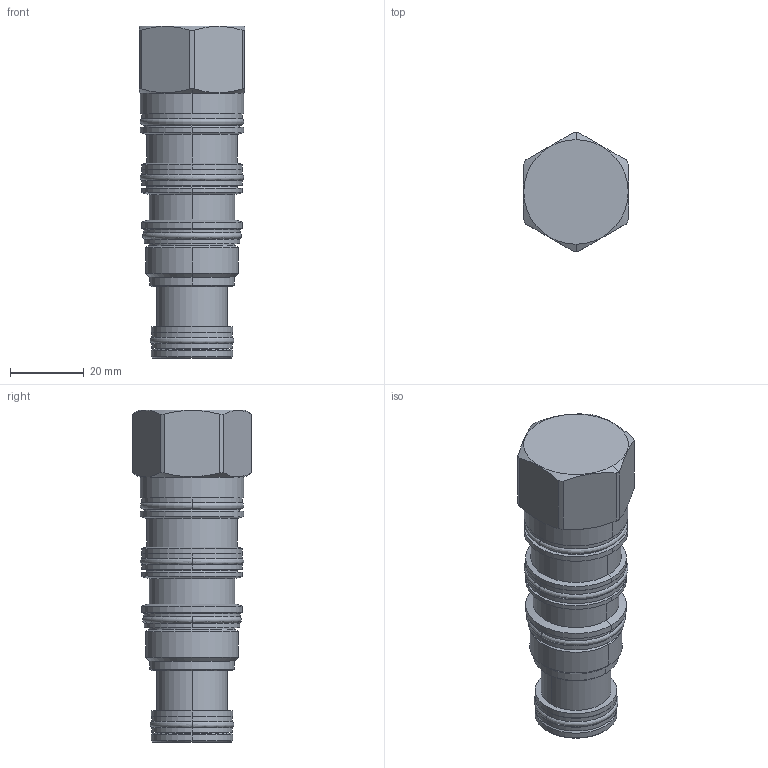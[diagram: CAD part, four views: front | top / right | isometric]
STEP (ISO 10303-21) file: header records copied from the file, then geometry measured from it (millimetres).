
FILE_DESCRIPTION((''),'2;1');
FILE_NAME('FKEB-XCN_PRT','2011-06-06T',('Administrator'),(''),'PRO/ENGINEER BY PARAMETRIC TECHNOLOGY CORPORATION, 2006240','PRO/ENGINEER BY PARAMETRIC TECHNOLOGY CORPORATION, 2006240','');
FILE_SCHEMA(('CONFIG_CONTROL_DESIGN'));
Length unit declared in the file: inch
Products named in the file (1): FKEB-XCN_PRT
Bounding box: 28.57 x 32.21 x 89.95 mm (x, y, z)
Volume: 46078.8 mm3; surface area: 12364.5 mm2
Topology: 5 solids, 5 shells, 160 faces, 346 edges, 208 vertices
Faces by surface type: cylinder 66, plane 28, torus 26, cone 26, revolution 14
Entity records: 5246 total; most frequent: CARTESIAN_POINT 1612, DIRECTION 824, ORIENTED_EDGE 692, AXIS2_PLACEMENT_3D 356, EDGE_CURVE 346, CIRCLE 210, VERTEX_POINT 208, EDGE_LOOP 180
